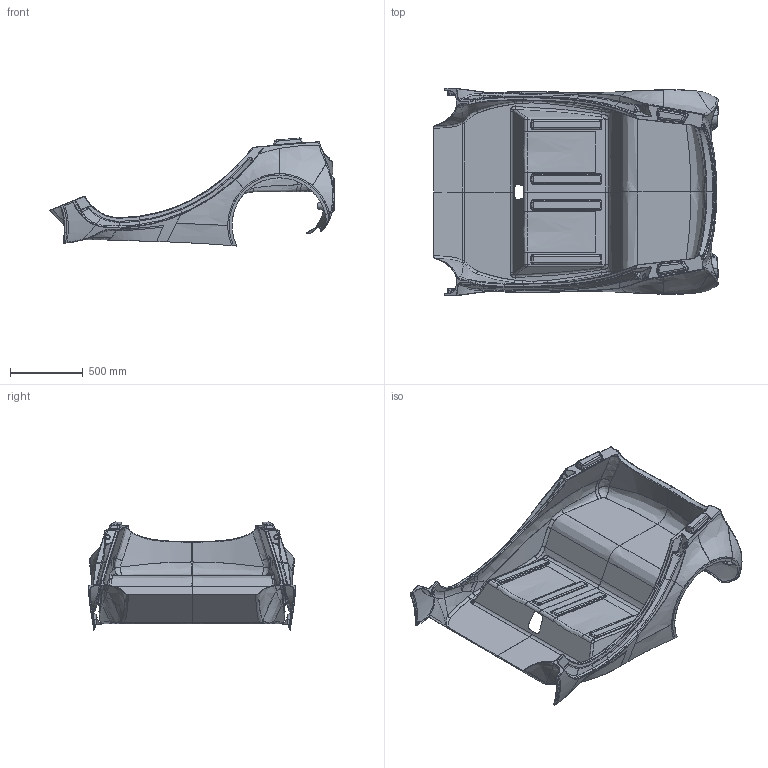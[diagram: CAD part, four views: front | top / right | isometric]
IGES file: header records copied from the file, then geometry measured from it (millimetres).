
Start section: START RECORD GO HERE.
Global section: file name: monocoque_lower_v01.igs; native system: IBM CATIA IGES - CATIA Version 5 Release 18 ; preprocessor: CATIA Version 5 Release 18 ; author: Administrator; organization: RIVERSIMPLE1; date: 20100218.181209; units: millimetre
Bounding box: 1962.64 x 1428.12 x 744.65 mm (x, y, z)
Surface area: 11628504.5 mm2 (no closed solid volume)
Topology: 0 solids, 0 shells, 2170 faces, 18946 edges, 18946 vertices
Faces by surface type: bspline 2100, plane 40, revolution 30
